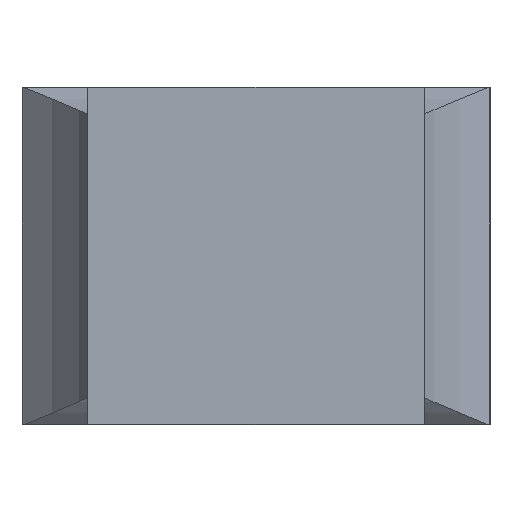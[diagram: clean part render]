
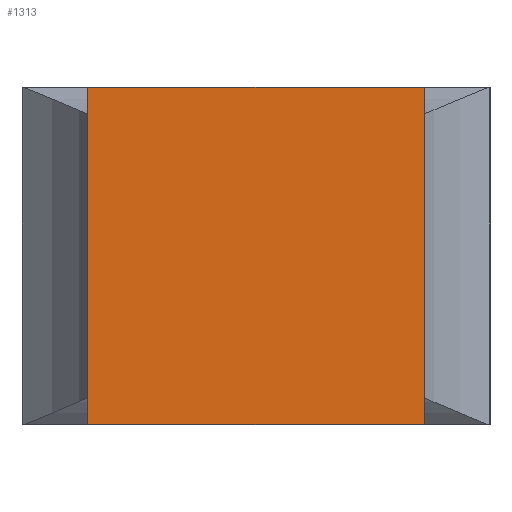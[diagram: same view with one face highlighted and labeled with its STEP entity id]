
A CAD part, top view. The second image highlights one B-rep face of the part: STEP entity #1313.
In plain terms, the highlighted planar face has unit normal (0, 0, 1).
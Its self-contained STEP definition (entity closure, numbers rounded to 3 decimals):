
#1222 = VERTEX_POINT('',#1223);
#1223 = CARTESIAN_POINT('',(-1.8,-1.8,2.35));
#1231 = VERTEX_POINT('',#1232);
#1232 = CARTESIAN_POINT('',(-1.8,1.8,2.35));
#1238 = EDGE_CURVE('',#1222,#1231,#1239,.T.);
#1239 = LINE('',#1240,#1241);
#1240 = CARTESIAN_POINT('',(-1.8,-1.8,2.35));
#1241 = VECTOR('',#1242,1.);
#1242 = DIRECTION('',(0.,1.,0.));
#1254 = EDGE_CURVE('',#1231,#1255,#1257,.T.);
#1255 = VERTEX_POINT('',#1256);
#1256 = CARTESIAN_POINT('',(1.8,1.8,2.35));
#1257 = LINE('',#1258,#1259);
#1258 = CARTESIAN_POINT('',(-1.8,1.8,2.35));
#1259 = VECTOR('',#1260,1.);
#1260 = DIRECTION('',(1.,0.,0.));
#1278 = EDGE_CURVE('',#1222,#1279,#1281,.T.);
#1279 = VERTEX_POINT('',#1280);
#1280 = CARTESIAN_POINT('',(1.8,-1.8,2.35));
#1281 = LINE('',#1282,#1283);
#1282 = CARTESIAN_POINT('',(-1.8,-1.8,2.35));
#1283 = VECTOR('',#1284,1.);
#1284 = DIRECTION('',(1.,0.,0.));
#1303 = EDGE_CURVE('',#1279,#1255,#1304,.T.);
#1304 = LINE('',#1305,#1306);
#1305 = CARTESIAN_POINT('',(1.8,-1.8,2.35));
#1306 = VECTOR('',#1307,1.);
#1307 = DIRECTION('',(0.,1.,0.));
#1313 = ADVANCED_FACE('',(#1314),#1320,.T.);
#1314 = FACE_BOUND('',#1315,.T.);
#1315 = EDGE_LOOP('',(#1316,#1317,#1318,#1319));
#1316 = ORIENTED_EDGE('',*,*,#1238,.F.);
#1317 = ORIENTED_EDGE('',*,*,#1278,.T.);
#1318 = ORIENTED_EDGE('',*,*,#1303,.T.);
#1319 = ORIENTED_EDGE('',*,*,#1254,.F.);
#1320 = PLANE('',#1321);
#1321 = AXIS2_PLACEMENT_3D('',#1322,#1323,#1324);
#1322 = CARTESIAN_POINT('',(-1.8,-1.8,2.35));
#1323 = DIRECTION('',(0.,0.,1.));
#1324 = DIRECTION('',(1.,0.,0.));
